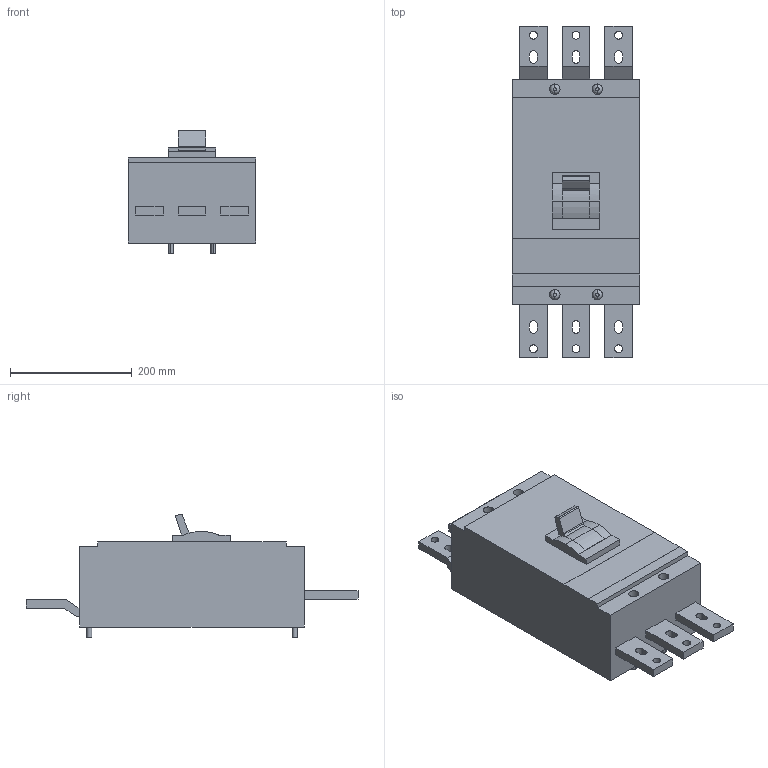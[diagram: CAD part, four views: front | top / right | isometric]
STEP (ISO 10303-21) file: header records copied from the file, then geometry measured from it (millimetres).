
FILE_DESCRIPTION(('CoCreate Modeling STEP Export'),'2;1');
FILE_NAME('ＸＳ１２５０ＮＤ３Ｆ.stp','2016-03-31T13:57:16',(''),(''),'CoCreate Modeling STEP processor for AP214 (Solid Model)','CoCreate Modeling 17.0 01-Apr-2010 (C) Parametric Technology GmbH','');
FILE_SCHEMA(('AUTOMOTIVE_DESIGN { 1 0 10303 214 1 1 1 1 }'));
Length unit declared in the file: millimetre
Products named in the file (3): p2.2; p1; ＸＳ１２５０ＮＤ３Ｆ
Assembly tree (5 placements, depth 2):
  ＸＳ１２５０ＮＤ３Ｆ
    p2.2  x4
    p1
Bounding box: 210 x 546 x 203.76 mm (x, y, z)
Volume: 11116521.7 mm3; surface area: 424038.6 mm2
Topology: 5 solids, 5 shells, 174 faces, 437 edges, 288 vertices
Faces by surface type: plane 100, cylinder 66, torus 8
Entity records: 5029 total; most frequent: ORIENTED_EDGE 778, CARTESIAN_POINT 688, DIRECTION 614, EDGE_CURVE 389, VERTEX_POINT 258, VECTOR 246, LINE 246, EDGE_LOOP 191
